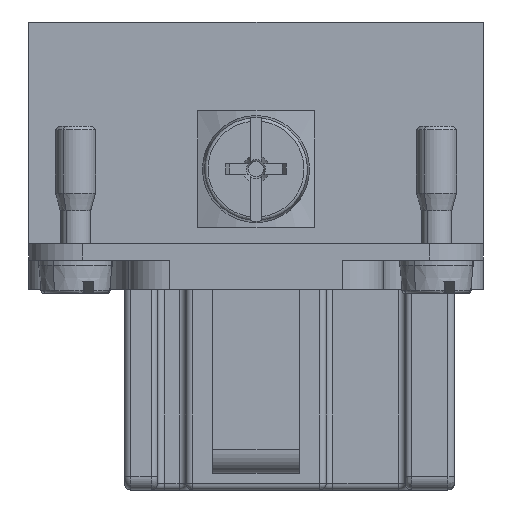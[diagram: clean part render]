
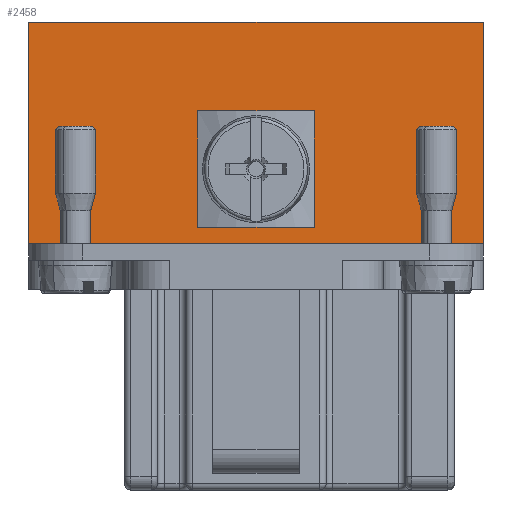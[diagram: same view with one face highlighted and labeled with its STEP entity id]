
A CAD part, left-side view. The second image highlights one B-rep face of the part: STEP entity #2458.
In plain terms, the highlighted planar face has unit normal (-1, 0, 0).
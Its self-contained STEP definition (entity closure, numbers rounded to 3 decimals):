
#2025=FACE_BOUND('',#4350,.T.);
#2026=FACE_BOUND('',#4351,.T.);
#2119=CIRCLE('',#14995,2.);
#2458=ADVANCED_FACE('',(#2025,#2026),#3188,.T.);
#3188=PLANE('',#14996);
#4350=EDGE_LOOP('',(#5137));
#4351=EDGE_LOOP('',(#5138,#5139,#5140,#5141));
#5137=ORIENTED_EDGE('',*,*,#10329,.T.);
#5138=ORIENTED_EDGE('',*,*,#10330,.F.);
#5139=ORIENTED_EDGE('',*,*,#10331,.F.);
#5140=ORIENTED_EDGE('',*,*,#10332,.F.);
#5141=ORIENTED_EDGE('',*,*,#10333,.F.);
#9049=VERTEX_POINT('',#19457);
#9050=VERTEX_POINT('',#19459);
#9051=VERTEX_POINT('',#19460);
#9052=VERTEX_POINT('',#19462);
#9053=VERTEX_POINT('',#19464);
#10329=EDGE_CURVE('',#9049,#9049,#2119,.T.);
#10330=EDGE_CURVE('',#9050,#9051,#12285,.T.);
#10331=EDGE_CURVE('',#9052,#9050,#12286,.T.);
#10332=EDGE_CURVE('',#9053,#9052,#12287,.T.);
#10333=EDGE_CURVE('',#9051,#9053,#12288,.T.);
#12285=LINE('',#19458,#13625);
#12286=LINE('',#19461,#13626);
#12287=LINE('',#19463,#13627);
#12288=LINE('',#19465,#13628);
#13625=VECTOR('',#16030,1.);
#13626=VECTOR('',#16031,1.);
#13627=VECTOR('',#16032,1.);
#13628=VECTOR('',#16033,1.);
#14995=AXIS2_PLACEMENT_3D('',#19456,#16028,#16029);
#14996=AXIS2_PLACEMENT_3D('',#19466,#16034,#16035);
#16028=DIRECTION('',(1.,0.,0.));
#16029=DIRECTION('',(0.,1.,0.));
#16030=DIRECTION('',(0.,1.,0.));
#16031=DIRECTION('',(0.,0.,-1.));
#16032=DIRECTION('',(0.,-1.,0.));
#16033=DIRECTION('',(0.,0.,1.));
#16034=DIRECTION('',(-1.,0.,0.));
#16035=DIRECTION('',(0.,-1.,0.));
#19456=CARTESIAN_POINT('',(-72.,0.,-14.5));
#19457=CARTESIAN_POINT('',(-72.,2.,-14.5));
#19458=CARTESIAN_POINT('',(-72.,-17.,-20.1));
#19459=CARTESIAN_POINT('',(-72.,-17.,-20.1));
#19460=CARTESIAN_POINT('',(-72.,17.,-20.1));
#19461=CARTESIAN_POINT('',(-72.,-17.,-21.3));
#19462=CARTESIAN_POINT('',(-72.,-17.,-3.5));
#19463=CARTESIAN_POINT('',(-72.,6.05,-3.5));
#19464=CARTESIAN_POINT('',(-72.,17.,-3.5));
#19465=CARTESIAN_POINT('',(-72.,17.,-23.5));
#19466=CARTESIAN_POINT('',(-72.,0.,-11.8));
